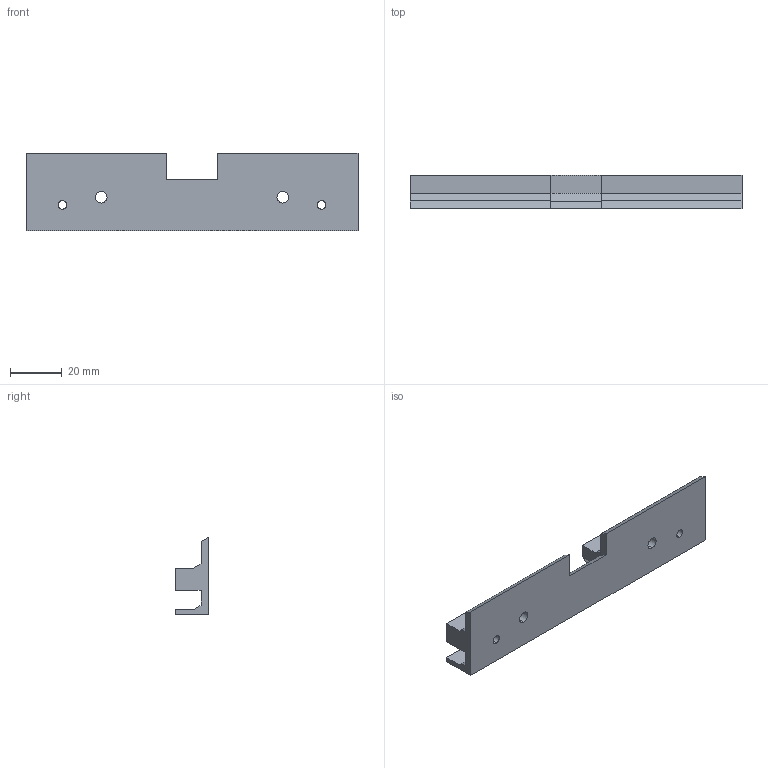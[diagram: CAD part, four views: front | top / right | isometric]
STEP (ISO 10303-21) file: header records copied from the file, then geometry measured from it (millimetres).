
FILE_DESCRIPTION (( 'STEP AP214' ), '1' );
FILE_NAME ('cable_canal_down_middle.STEP', '2024-01-28T19:14:13', ( '' ), ( '' ), 'SwSTEP 2.0', 'SolidWorks 2010', '' );
FILE_SCHEMA (( 'AUTOMOTIVE_DESIGN' ));
Length unit declared in the file: millimetre
Products named in the file (1): cable_canal_down_middle
Bounding box: 128 x 13 x 30 mm (x, y, z)
Volume: 21735.4 mm3; surface area: 13544.5 mm2
Topology: 1 solids, 1 shells, 71 faces, 209 edges, 132 vertices
Faces by surface type: plane 45, cylinder 26
Entity records: 2405 total; most frequent: ORIENTED_EDGE 418, CARTESIAN_POINT 413, DIRECTION 405, EDGE_CURVE 209, LINE 157, VECTOR 157, VERTEX_POINT 132, AXIS2_PLACEMENT_3D 124
